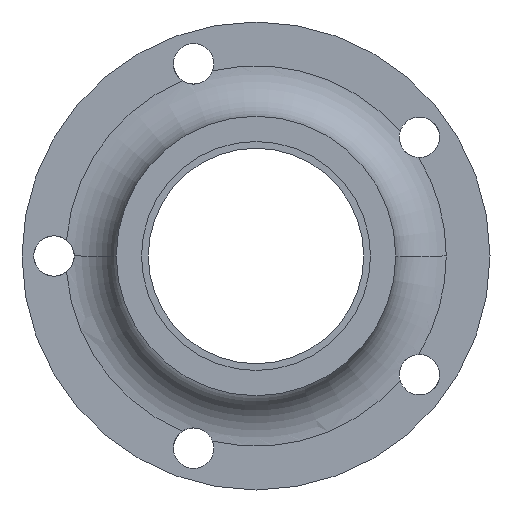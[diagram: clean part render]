
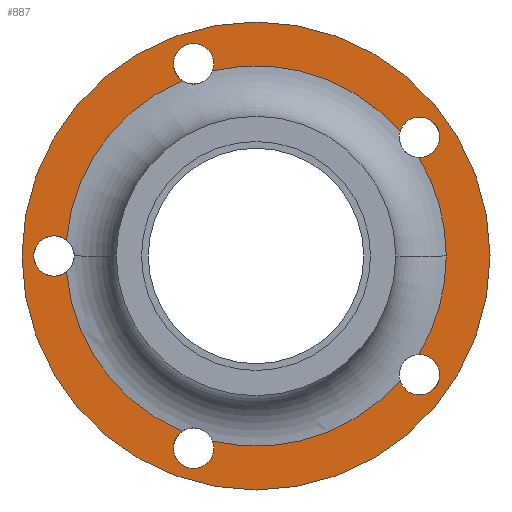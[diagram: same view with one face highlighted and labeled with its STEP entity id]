
A CAD part, left-side view. The second image highlights one B-rep face of the part: STEP entity #887.
In plain terms, the highlighted planar face has unit normal (-1, 0, 0).
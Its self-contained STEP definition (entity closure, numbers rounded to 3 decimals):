
#209=CARTESIAN_POINT('Vertex',(22.,-69.5,0.)) ;
#225=CARTESIAN_POINT('Vertex',(22.,69.5,0.)) ;
#228=CARTESIAN_POINT('Axis2P3D Location',(22.,0.,0.)) ;
#245=CARTESIAN_POINT('Axis2P3D Location',(22.,0.,0.)) ;
#616=CARTESIAN_POINT('Vertex',(22.,56.302,4.725)) ;
#628=CARTESIAN_POINT('Vertex',(22.,-56.5,0.)) ;
#631=CARTESIAN_POINT('Axis2P3D Location',(22.,0.,0.)) ;
#635=CARTESIAN_POINT('Vertex',(22.,-48.327,29.271)) ;
#656=CARTESIAN_POINT('Vertex',(22.,-42.772,36.916)) ;
#659=CARTESIAN_POINT('Axis2P3D Location',(22.,0.,0.)) ;
#663=CARTESIAN_POINT('Vertex',(22.,12.905,55.007)) ;
#679=CARTESIAN_POINT('Vertex',(22.,21.892,52.086)) ;
#682=CARTESIAN_POINT('Axis2P3D Location',(22.,0.,0.)) ;
#712=CARTESIAN_POINT('Vertex',(22.,-42.772,-36.916)) ;
#725=CARTESIAN_POINT('Vertex',(22.,-48.327,-29.271)) ;
#728=CARTESIAN_POINT('Axis2P3D Location',(22.,0.,0.)) ;
#740=CARTESIAN_POINT('Vertex',(22.,56.302,-4.725)) ;
#743=CARTESIAN_POINT('Axis2P3D Location',(22.,0.,0.)) ;
#747=CARTESIAN_POINT('Vertex',(22.,21.892,-52.086)) ;
#763=CARTESIAN_POINT('Vertex',(22.,12.905,-55.007)) ;
#766=CARTESIAN_POINT('Axis2P3D Location',(22.,0.,0.)) ;
#784=CARTESIAN_POINT('Axis2P3D Location',(22.,0.,0.)) ;
#793=CARTESIAN_POINT('Axis2P3D Location',(22.,-48.541,-35.267)) ;
#797=CARTESIAN_POINT('Vertex',(22.,-54.541,-35.267)) ;
#800=CARTESIAN_POINT('Axis2P3D Location',(22.,-48.541,-35.267)) ;
#805=CARTESIAN_POINT('Axis2P3D Location',(22.,18.541,-57.063)) ;
#809=CARTESIAN_POINT('Vertex',(22.,12.541,-57.063)) ;
#812=CARTESIAN_POINT('Axis2P3D Location',(22.,18.541,-57.063)) ;
#816=CARTESIAN_POINT('Vertex',(22.,24.541,-57.063)) ;
#819=CARTESIAN_POINT('Axis2P3D Location',(22.,18.541,-57.063)) ;
#824=CARTESIAN_POINT('Axis2P3D Location',(22.,60.,0.)) ;
#828=CARTESIAN_POINT('Vertex',(22.,66.,0.)) ;
#831=CARTESIAN_POINT('Axis2P3D Location',(22.,60.,0.)) ;
#836=CARTESIAN_POINT('Axis2P3D Location',(22.,18.541,57.063)) ;
#840=CARTESIAN_POINT('Vertex',(22.,24.541,57.063)) ;
#843=CARTESIAN_POINT('Axis2P3D Location',(22.,18.541,57.063)) ;
#847=CARTESIAN_POINT('Vertex',(22.,12.541,57.063)) ;
#850=CARTESIAN_POINT('Axis2P3D Location',(22.,18.541,57.063)) ;
#855=CARTESIAN_POINT('Axis2P3D Location',(22.,-48.541,35.267)) ;
#859=CARTESIAN_POINT('Vertex',(22.,-54.541,35.267)) ;
#862=CARTESIAN_POINT('Axis2P3D Location',(22.,-48.541,35.267)) ;
#229=DIRECTION('Axis2P3D Direction',(1.,0.,0.)) ;
#246=DIRECTION('Axis2P3D Direction',(1.,0.,0.)) ;
#632=DIRECTION('Axis2P3D Direction',(-1.,-0.,0.)) ;
#660=DIRECTION('Axis2P3D Direction',(-1.,-0.,0.)) ;
#683=DIRECTION('Axis2P3D Direction',(-1.,-0.,0.)) ;
#729=DIRECTION('Axis2P3D Direction',(-1.,0.,0.)) ;
#744=DIRECTION('Axis2P3D Direction',(-1.,0.,0.)) ;
#767=DIRECTION('Axis2P3D Direction',(-1.,0.,0.)) ;
#785=DIRECTION('Axis2P3D Direction',(-1.,0.,0.)) ;
#786=DIRECTION('Axis2P3D XDirection',(0.,-1.,0.)) ;
#794=DIRECTION('Axis2P3D Direction',(-1.,0.,0.)) ;
#801=DIRECTION('Axis2P3D Direction',(-1.,0.,0.)) ;
#806=DIRECTION('Axis2P3D Direction',(-1.,0.,0.)) ;
#813=DIRECTION('Axis2P3D Direction',(-1.,0.,0.)) ;
#820=DIRECTION('Axis2P3D Direction',(-1.,0.,0.)) ;
#825=DIRECTION('Axis2P3D Direction',(-1.,0.,0.)) ;
#832=DIRECTION('Axis2P3D Direction',(-1.,0.,0.)) ;
#837=DIRECTION('Axis2P3D Direction',(-1.,0.,0.)) ;
#844=DIRECTION('Axis2P3D Direction',(-1.,0.,0.)) ;
#851=DIRECTION('Axis2P3D Direction',(-1.,0.,0.)) ;
#856=DIRECTION('Axis2P3D Direction',(-1.,0.,0.)) ;
#863=DIRECTION('Axis2P3D Direction',(-1.,0.,0.)) ;
#230=AXIS2_PLACEMENT_3D('Circle Axis2P3D',#228,#229,$) ;
#247=AXIS2_PLACEMENT_3D('Circle Axis2P3D',#245,#246,$) ;
#633=AXIS2_PLACEMENT_3D('Circle Axis2P3D',#631,#632,$) ;
#661=AXIS2_PLACEMENT_3D('Circle Axis2P3D',#659,#660,$) ;
#684=AXIS2_PLACEMENT_3D('Circle Axis2P3D',#682,#683,$) ;
#730=AXIS2_PLACEMENT_3D('Circle Axis2P3D',#728,#729,$) ;
#745=AXIS2_PLACEMENT_3D('Circle Axis2P3D',#743,#744,$) ;
#768=AXIS2_PLACEMENT_3D('Circle Axis2P3D',#766,#767,$) ;
#787=AXIS2_PLACEMENT_3D('Plane Axis2P3D',#784,#785,#786) ;
#795=AXIS2_PLACEMENT_3D('Circle Axis2P3D',#793,#794,$) ;
#802=AXIS2_PLACEMENT_3D('Circle Axis2P3D',#800,#801,$) ;
#807=AXIS2_PLACEMENT_3D('Circle Axis2P3D',#805,#806,$) ;
#814=AXIS2_PLACEMENT_3D('Circle Axis2P3D',#812,#813,$) ;
#821=AXIS2_PLACEMENT_3D('Circle Axis2P3D',#819,#820,$) ;
#826=AXIS2_PLACEMENT_3D('Circle Axis2P3D',#824,#825,$) ;
#833=AXIS2_PLACEMENT_3D('Circle Axis2P3D',#831,#832,$) ;
#838=AXIS2_PLACEMENT_3D('Circle Axis2P3D',#836,#837,$) ;
#845=AXIS2_PLACEMENT_3D('Circle Axis2P3D',#843,#844,$) ;
#852=AXIS2_PLACEMENT_3D('Circle Axis2P3D',#850,#851,$) ;
#857=AXIS2_PLACEMENT_3D('Circle Axis2P3D',#855,#856,$) ;
#864=AXIS2_PLACEMENT_3D('Circle Axis2P3D',#862,#863,$) ;
#790=ORIENTED_EDGE('',*,*,#232,.T.) ;
#791=ORIENTED_EDGE('',*,*,#249,.T.) ;
#868=ORIENTED_EDGE('',*,*,#637,.T.) ;
#869=ORIENTED_EDGE('',*,*,#732,.T.) ;
#870=ORIENTED_EDGE('',*,*,#799,.F.) ;
#871=ORIENTED_EDGE('',*,*,#804,.F.) ;
#872=ORIENTED_EDGE('',*,*,#770,.T.) ;
#873=ORIENTED_EDGE('',*,*,#811,.F.) ;
#874=ORIENTED_EDGE('',*,*,#818,.F.) ;
#875=ORIENTED_EDGE('',*,*,#823,.F.) ;
#876=ORIENTED_EDGE('',*,*,#749,.T.) ;
#877=ORIENTED_EDGE('',*,*,#830,.F.) ;
#878=ORIENTED_EDGE('',*,*,#835,.F.) ;
#879=ORIENTED_EDGE('',*,*,#686,.T.) ;
#880=ORIENTED_EDGE('',*,*,#842,.F.) ;
#881=ORIENTED_EDGE('',*,*,#849,.F.) ;
#882=ORIENTED_EDGE('',*,*,#854,.F.) ;
#883=ORIENTED_EDGE('',*,*,#665,.T.) ;
#884=ORIENTED_EDGE('',*,*,#861,.F.) ;
#885=ORIENTED_EDGE('',*,*,#866,.F.) ;
#886=FACE_BOUND('',#867,.T.) ;
#887=ADVANCED_FACE('Corps de pi\X2\00E8\X0\ce.2',(#792,#886),#788,.T.) ;
#231=CIRCLE('generated circle',#230,69.5) ;
#248=CIRCLE('generated circle',#247,69.5) ;
#634=CIRCLE('generated circle',#633,56.5) ;
#662=CIRCLE('generated circle',#661,56.5) ;
#685=CIRCLE('generated circle',#684,56.5) ;
#731=CIRCLE('generated circle',#730,56.5) ;
#746=CIRCLE('generated circle',#745,56.5) ;
#769=CIRCLE('generated circle',#768,56.5) ;
#796=CIRCLE('generated circle',#795,6.) ;
#803=CIRCLE('generated circle',#802,6.) ;
#808=CIRCLE('generated circle',#807,6.) ;
#815=CIRCLE('generated circle',#814,6.) ;
#822=CIRCLE('generated circle',#821,6.) ;
#827=CIRCLE('generated circle',#826,6.) ;
#834=CIRCLE('generated circle',#833,6.) ;
#839=CIRCLE('generated circle',#838,6.) ;
#846=CIRCLE('generated circle',#845,6.) ;
#853=CIRCLE('generated circle',#852,6.) ;
#858=CIRCLE('generated circle',#857,6.) ;
#865=CIRCLE('generated circle',#864,6.) ;
#232=EDGE_CURVE('',#210,#226,#231,.F.) ;
#249=EDGE_CURVE('',#226,#210,#248,.F.) ;
#637=EDGE_CURVE('',#636,#629,#634,.F.) ;
#665=EDGE_CURVE('',#664,#657,#662,.F.) ;
#686=EDGE_CURVE('',#617,#680,#685,.F.) ;
#732=EDGE_CURVE('',#629,#726,#731,.F.) ;
#749=EDGE_CURVE('',#748,#741,#746,.F.) ;
#770=EDGE_CURVE('',#713,#764,#769,.F.) ;
#799=EDGE_CURVE('',#798,#726,#796,.T.) ;
#804=EDGE_CURVE('',#713,#798,#803,.T.) ;
#811=EDGE_CURVE('',#810,#764,#808,.T.) ;
#818=EDGE_CURVE('',#817,#810,#815,.T.) ;
#823=EDGE_CURVE('',#748,#817,#822,.T.) ;
#830=EDGE_CURVE('',#829,#741,#827,.T.) ;
#835=EDGE_CURVE('',#617,#829,#834,.T.) ;
#842=EDGE_CURVE('',#841,#680,#839,.T.) ;
#849=EDGE_CURVE('',#848,#841,#846,.T.) ;
#854=EDGE_CURVE('',#664,#848,#853,.T.) ;
#861=EDGE_CURVE('',#860,#657,#858,.T.) ;
#866=EDGE_CURVE('',#636,#860,#865,.T.) ;
#789=EDGE_LOOP('',(#790,#791)) ;
#867=EDGE_LOOP('',(#868,#869,#870,#871,#872,#873,#874,#875,#876,#877,#878,#879,#880,#881,#882,#883,#884,#885)) ;
#792=FACE_OUTER_BOUND('',#789,.T.) ;
#788=PLANE('Plane',#787) ;
#210=VERTEX_POINT('',#209) ;
#226=VERTEX_POINT('',#225) ;
#617=VERTEX_POINT('',#616) ;
#629=VERTEX_POINT('',#628) ;
#636=VERTEX_POINT('',#635) ;
#657=VERTEX_POINT('',#656) ;
#664=VERTEX_POINT('',#663) ;
#680=VERTEX_POINT('',#679) ;
#713=VERTEX_POINT('',#712) ;
#726=VERTEX_POINT('',#725) ;
#741=VERTEX_POINT('',#740) ;
#748=VERTEX_POINT('',#747) ;
#764=VERTEX_POINT('',#763) ;
#798=VERTEX_POINT('',#797) ;
#810=VERTEX_POINT('',#809) ;
#817=VERTEX_POINT('',#816) ;
#829=VERTEX_POINT('',#828) ;
#841=VERTEX_POINT('',#840) ;
#848=VERTEX_POINT('',#847) ;
#860=VERTEX_POINT('',#859) ;
